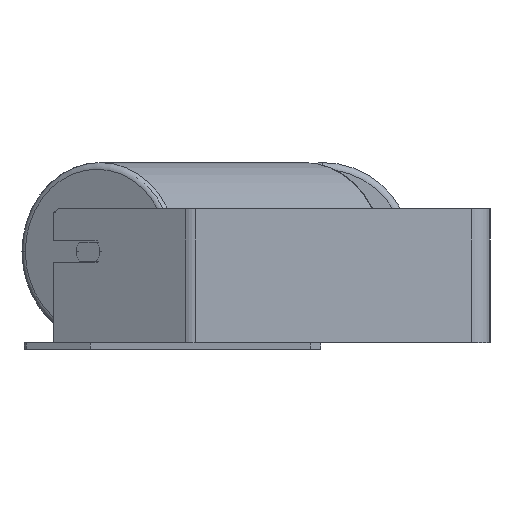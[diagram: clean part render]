
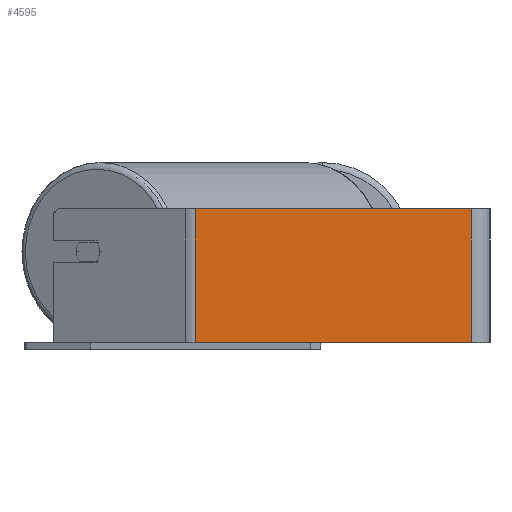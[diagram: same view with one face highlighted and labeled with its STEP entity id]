
A CAD part, left-side view. The second image highlights one B-rep face of the part: STEP entity #4595.
In plain terms, the highlighted planar face has unit normal (-1, 0, 0).
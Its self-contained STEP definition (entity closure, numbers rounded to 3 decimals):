
#23 = CARTESIAN_POINT ( 'NONE',  ( -525., 220.165, 50. ) ) ;
#292 = FACE_OUTER_BOUND ( 'NONE', #7238, .T. ) ;
#462 = CARTESIAN_POINT ( 'NONE',  ( -525., 14., 50. ) ) ;
#561 = CARTESIAN_POINT ( 'NONE',  ( -525., 223.916, -50. ) ) ;
#679 = EDGE_CURVE ( 'NONE', #3618, #3683, #8159, .T. ) ;
#973 = DIRECTION ( 'NONE',  ( 0., 0., -1. ) ) ;
#1714 = CARTESIAN_POINT ( 'NONE',  ( -525., 14., -50. ) ) ;
#1978 = ORIENTED_EDGE ( 'NONE', *, *, #6897, .F. ) ;
#2347 = PLANE ( 'NONE',  #4584 ) ;
#2717 = DIRECTION ( 'NONE',  ( 0., -1., 0. ) ) ;
#3102 = VECTOR ( 'NONE', #8934, 1000. ) ;
#3208 = CARTESIAN_POINT ( 'NONE',  ( -525., 220.165, 50. ) ) ;
#3354 = LINE ( 'NONE', #23, #7369 ) ;
#3618 = VERTEX_POINT ( 'NONE', #8491 ) ;
#3683 = VERTEX_POINT ( 'NONE', #1714 ) ;
#3741 = ORIENTED_EDGE ( 'NONE', *, *, #6912, .T. ) ;
#3935 = EDGE_CURVE ( 'NONE', #7331, #4464, #3354, .T. ) ;
#4321 = DIRECTION ( 'NONE',  ( 0., 0., -1. ) ) ;
#4457 = LINE ( 'NONE', #5886, #8729 ) ;
#4464 = VERTEX_POINT ( 'NONE', #4969 ) ;
#4584 = AXIS2_PLACEMENT_3D ( 'NONE', #5193, #7989, #973 ) ;
#4595 = ADVANCED_FACE ( 'NONE', ( #292 ), #2347, .F. ) ;
#4969 = CARTESIAN_POINT ( 'NONE',  ( -525., 220.165, -50. ) ) ;
#5193 = CARTESIAN_POINT ( 'NONE',  ( -525., 223.916, 50. ) ) ;
#5886 = CARTESIAN_POINT ( 'NONE',  ( -525., 223.916, 50. ) ) ;
#6858 = ORIENTED_EDGE ( 'NONE', *, *, #3935, .T. ) ;
#6897 = EDGE_CURVE ( 'NONE', #7331, #3618, #4457, .T. ) ;
#6912 = EDGE_CURVE ( 'NONE', #4464, #3683, #8165, .T. ) ;
#7238 = EDGE_LOOP ( 'NONE', ( #3741, #9048, #1978, #6858 ) ) ;
#7331 = VERTEX_POINT ( 'NONE', #3208 ) ;
#7369 = VECTOR ( 'NONE', #4321, 1000. ) ;
#7989 = DIRECTION ( 'NONE',  ( 1., 0., 0. ) ) ;
#8159 = LINE ( 'NONE', #462, #3102 ) ;
#8165 = LINE ( 'NONE', #561, #8586 ) ;
#8491 = CARTESIAN_POINT ( 'NONE',  ( -525., 14., 50. ) ) ;
#8586 = VECTOR ( 'NONE', #2717, 1000. ) ;
#8670 = DIRECTION ( 'NONE',  ( 0., -1., 0. ) ) ;
#8729 = VECTOR ( 'NONE', #8670, 1000. ) ;
#8934 = DIRECTION ( 'NONE',  ( 0., 0., -1. ) ) ;
#9048 = ORIENTED_EDGE ( 'NONE', *, *, #679, .F. ) ;
